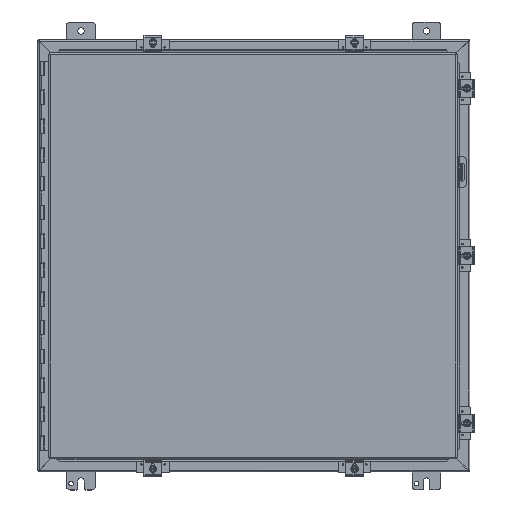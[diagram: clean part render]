
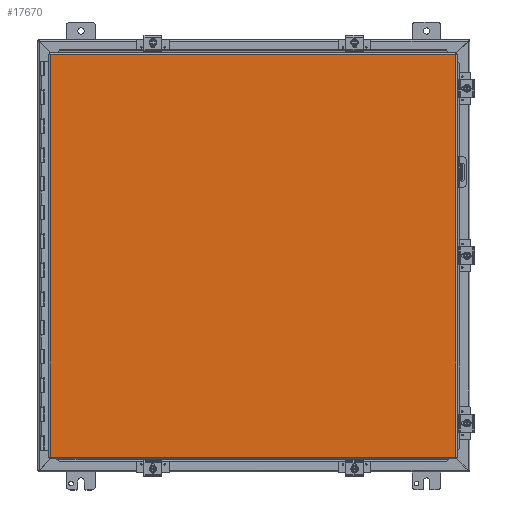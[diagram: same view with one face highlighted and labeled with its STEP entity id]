
A CAD part, top view. The second image highlights one B-rep face of the part: STEP entity #17670.
In plain terms, the highlighted face is planar.
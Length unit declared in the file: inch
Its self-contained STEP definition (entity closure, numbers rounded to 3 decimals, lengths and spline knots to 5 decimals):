
#219 = CARTESIAN_POINT ( 'NONE',  ( -14.08225, 13.9885, 0. ) ) ;
#1792 = DIRECTION ( 'NONE',  ( -1., 0., 0. ) ) ;
#3205 = EDGE_CURVE ( 'NONE', #46016, #47139, #52334, .T. ) ;
#5043 = EDGE_LOOP ( 'NONE', ( #45685, #7607, #20475, #5825 ) ) ;
#5825 = ORIENTED_EDGE ( 'NONE', *, *, #47933, .T. ) ;
#7607 = ORIENTED_EDGE ( 'NONE', *, *, #3205, .T. ) ;
#10974 = DIRECTION ( 'NONE',  ( 0., -1., 0. ) ) ;
#12338 = CARTESIAN_POINT ( 'NONE',  ( 14.08225, -13.9885, 0. ) ) ;
#13981 = VERTEX_POINT ( 'NONE', #33078 ) ;
#15789 = VERTEX_POINT ( 'NONE', #12338 ) ;
#16496 = FACE_OUTER_BOUND ( 'NONE', #5043, .T. ) ;
#17625 = DIRECTION ( 'NONE',  ( 0., 1., 0. ) ) ;
#17670 = ADVANCED_FACE ( 'NONE', ( #16496 ), #22242, .F. ) ;
#20475 = ORIENTED_EDGE ( 'NONE', *, *, #43185, .T. ) ;
#21536 = DIRECTION ( 'NONE',  ( 1., 0., 0. ) ) ;
#21585 = DIRECTION ( 'NONE',  ( 0., 0., 1. ) ) ;
#21693 = CARTESIAN_POINT ( 'NONE',  ( 0., 0., 0. ) ) ;
#22242 = PLANE ( 'NONE',  #22691 ) ;
#22468 = CARTESIAN_POINT ( 'NONE',  ( 14.08225, -13.9885, 0. ) ) ;
#22691 = AXIS2_PLACEMENT_3D ( 'NONE', #21693, #21585, #21536 ) ;
#25125 = LINE ( 'NONE', #22468, #26408 ) ;
#25990 = VECTOR ( 'NONE', #17625, 39.37008 ) ;
#26408 = VECTOR ( 'NONE', #1792, 39.37008 ) ;
#28796 = CARTESIAN_POINT ( 'NONE',  ( -14.08225, 13.9885, 0. ) ) ;
#28929 = DIRECTION ( 'NONE',  ( 1., 0., 0. ) ) ;
#30967 = EDGE_CURVE ( 'NONE', #13981, #46016, #48117, .T. ) ;
#32263 = VECTOR ( 'NONE', #10974, 39.37008 ) ;
#33078 = CARTESIAN_POINT ( 'NONE',  ( -14.08225, -13.9885, 0. ) ) ;
#40073 = CARTESIAN_POINT ( 'NONE',  ( 14.08225, 13.9885, 0. ) ) ;
#42600 = CARTESIAN_POINT ( 'NONE',  ( -14.08225, -13.9885, 0. ) ) ;
#43185 = EDGE_CURVE ( 'NONE', #47139, #15789, #43368, .T. ) ;
#43368 = LINE ( 'NONE', #40073, #32263 ) ;
#45112 = CARTESIAN_POINT ( 'NONE',  ( 14.08225, 13.9885, 0. ) ) ;
#45685 = ORIENTED_EDGE ( 'NONE', *, *, #30967, .T. ) ;
#46016 = VERTEX_POINT ( 'NONE', #219 ) ;
#47139 = VERTEX_POINT ( 'NONE', #45112 ) ;
#47933 = EDGE_CURVE ( 'NONE', #15789, #13981, #25125, .T. ) ;
#48117 = LINE ( 'NONE', #42600, #25990 ) ;
#51050 = VECTOR ( 'NONE', #28929, 39.37008 ) ;
#52334 = LINE ( 'NONE', #28796, #51050 ) ;
